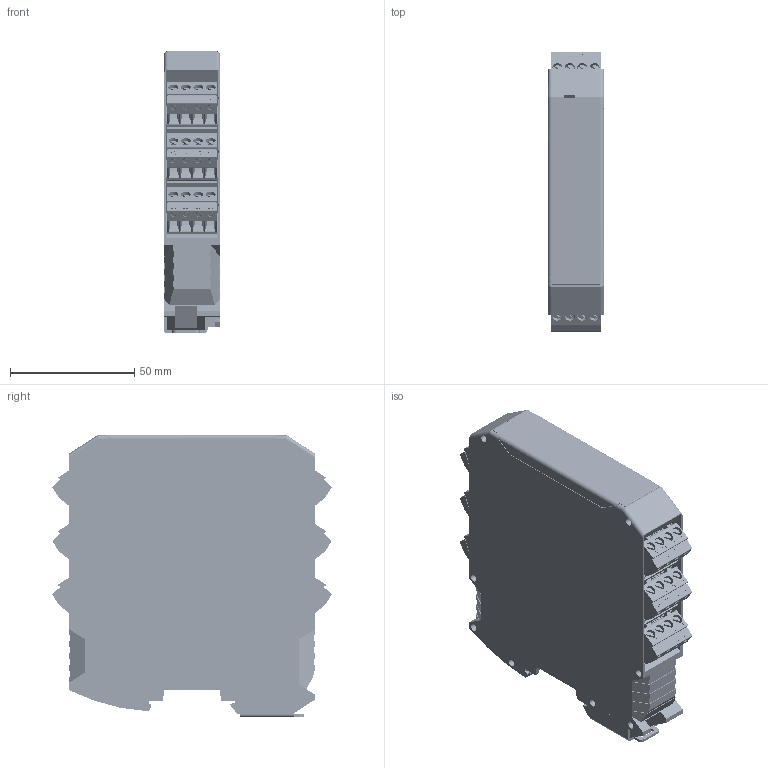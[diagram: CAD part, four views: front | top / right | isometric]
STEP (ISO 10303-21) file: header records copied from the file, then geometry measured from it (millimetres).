
FILE_DESCRIPTION(/* description */ (''),/* implementation_level */ '2;1');
FILE_NAME(/* name */ 'MOSAIC_6_morsettiere.stp',/* time_stamp */ '2020-07-22T13:57:08+02:00',/* author */ ('frigo'),/* organization */ (''),/* preprocessor_version */ 'ST-DEVELOPER v18',/* originating_system */ 'AutoCAD Mechanical',/* authorisation */ '');
FILE_SCHEMA (('AUTOMOTIVE_DESIGN { 1 0 10303 214 3 1 1 }'));
Products named in the file (3): Product; AVE_RENDER; AVE_GLOBAL
Assembly tree (9 placements, depth 2):
  Product
    AVE_RENDER  x8
    AVE_GLOBAL
Bounding box: 22.6 x 112.58 x 113.81 mm (x, y, z)
Volume: 88101.9 mm3; surface area: 119265.7 mm2
Topology: 18 solids, 18 shells, 9436 faces, 26252 edges, 17435 vertices
Faces by surface type: plane 7921, cylinder 1239, bspline 222, cone 50, torus 4
Full cylindrical faces by diameter (mm): 1.5 x24, 1.53 x24, 2.23 x24, 2.8 x24, 3 x48, 3.821 x24, 4 x24
Entity records: 307371 total; most frequent: CARTESIAN_POINT 62017, ORIENTED_EDGE 52504, DIRECTION 48246, EDGE_CURVE 26252, LINE 22486, VECTOR 22486, VERTEX_POINT 17435, AXIS2_PLACEMENT_3D 12880
